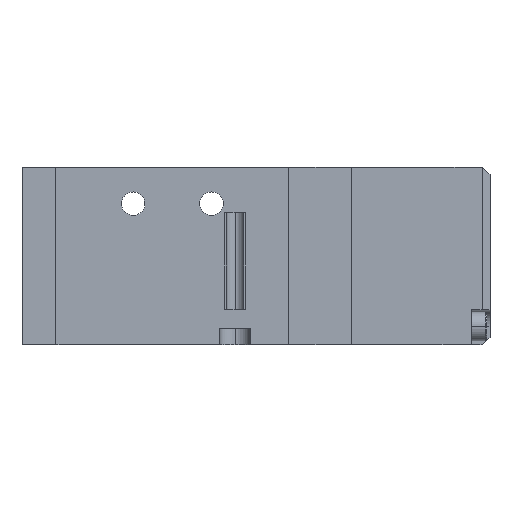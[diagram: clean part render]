
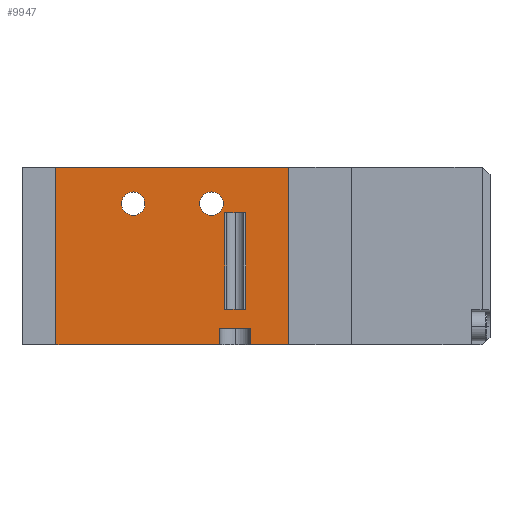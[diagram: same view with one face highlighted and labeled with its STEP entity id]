
A CAD part, front view. The second image highlights one B-rep face of the part: STEP entity #9947.
In plain terms, the highlighted face is planar.
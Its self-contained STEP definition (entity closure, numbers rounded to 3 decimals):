
#156 = CARTESIAN_POINT ( 'NONE',  ( -22.25, 0., -11.5 ) ) ;
#157 = DIRECTION ( 'NONE',  ( -1., 0., 0. ) ) ;
#681 = LINE ( 'NONE', #156, #682 ) ;
#682 = VECTOR ( 'NONE', #157, 1000. ) ;
#754 = LINE ( 'NONE', #6262, #755 ) ;
#755 = VECTOR ( 'NONE', #6263, 1000. ) ;
#761 = LINE ( 'NONE', #6271, #762 ) ;
#762 = VECTOR ( 'NONE', #6272, 1000. ) ;
#816 = LINE ( 'NONE', #6339, #818 ) ;
#818 = VECTOR ( 'NONE', #6340, 1000. ) ;
#821 = CIRCLE ( 'NONE', #19495, 2.25 ) ;
#822 = LINE ( 'NONE', #6349, #824 ) ;
#823 = CIRCLE ( 'NONE', #19496, 2.25 ) ;
#824 = VECTOR ( 'NONE', #6350, 1000. ) ;
#825 = LINE ( 'NONE', #6351, #826 ) ;
#826 = VECTOR ( 'NONE', #6352, 1000. ) ;
#827 = LINE ( 'NONE', #6353, #828 ) ;
#828 = VECTOR ( 'NONE', #6354, 1000. ) ;
#829 = LINE ( 'NONE', #6355, #830 ) ;
#830 = VECTOR ( 'NONE', #6356, 1000. ) ;
#831 = LINE ( 'NONE', #6357, #832 ) ;
#832 = VECTOR ( 'NONE', #6358, 1000. ) ;
#833 = LINE ( 'NONE', #6359, #834 ) ;
#834 = VECTOR ( 'NONE', #6360, 1000. ) ;
#835 = LINE ( 'NONE', #6361, #836 ) ;
#836 = VECTOR ( 'NONE', #6362, 1000. ) ;
#837 = LINE ( 'NONE', #6363, #838 ) ;
#838 = VECTOR ( 'NONE', #6364, 1000. ) ;
#1231 = EDGE_LOOP ( 'NONE', ( #3888, #3889, #3890, #3891, #3892, #3893, #3894, #3895 ) ) ;
#1233 = EDGE_LOOP ( 'NONE', ( #3882, #3883 ) ) ;
#1234 = EDGE_LOOP ( 'NONE', ( #3884, #3885, #3886, #3887 ) ) ;
#1235 = EDGE_LOOP ( 'NONE', ( #3880, #3881 ) ) ;
#2960 = CARTESIAN_POINT ( 'NONE',  ( 22.25, 0., -11.5 ) ) ;
#2962 = CARTESIAN_POINT ( 'NONE',  ( -22.25, 0., -11.5 ) ) ;
#3029 = CARTESIAN_POINT ( 'NONE',  ( 22.25, 34., -11.5 ) ) ;
#3030 = CARTESIAN_POINT ( 'NONE',  ( 14.95, 34., -11.5 ) ) ;
#3032 = CARTESIAN_POINT ( 'NONE',  ( 9.05, 34., -11.5 ) ) ;
#3033 = CARTESIAN_POINT ( 'NONE',  ( -22.25, 34., -11.5 ) ) ;
#3059 = CARTESIAN_POINT ( 'NONE',  ( 10., 27.2, -11.5 ) ) ;
#3060 = CARTESIAN_POINT ( 'NONE',  ( 14., 27.2, -11.5 ) ) ;
#3061 = CARTESIAN_POINT ( 'NONE',  ( 10., 8.7, -11.5 ) ) ;
#3062 = CARTESIAN_POINT ( 'NONE',  ( 14., 8.7, -11.5 ) ) ;
#3063 = CARTESIAN_POINT ( 'NONE',  ( 9.05, 30.8, -11.5 ) ) ;
#3064 = CARTESIAN_POINT ( 'NONE',  ( 14.95, 30.8, -11.5 ) ) ;
#3554 = VERTEX_POINT ( 'NONE', #2960 ) ;
#3556 = VERTEX_POINT ( 'NONE', #2962 ) ;
#3623 = VERTEX_POINT ( 'NONE', #3029 ) ;
#3624 = VERTEX_POINT ( 'NONE', #3030 ) ;
#3626 = VERTEX_POINT ( 'NONE', #3032 ) ;
#3627 = VERTEX_POINT ( 'NONE', #3033 ) ;
#3653 = VERTEX_POINT ( 'NONE', #3059 ) ;
#3654 = VERTEX_POINT ( 'NONE', #3060 ) ;
#3655 = VERTEX_POINT ( 'NONE', #3061 ) ;
#3656 = VERTEX_POINT ( 'NONE', #3062 ) ;
#3657 = VERTEX_POINT ( 'NONE', #3063 ) ;
#3658 = VERTEX_POINT ( 'NONE', #3064 ) ;
#3880 = ORIENTED_EDGE ( 'NONE', *, *, #4670, .T. ) ;
#3881 = ORIENTED_EDGE ( 'NONE', *, *, #4214, .T. ) ;
#3882 = ORIENTED_EDGE ( 'NONE', *, *, #4671, .T. ) ;
#3883 = ORIENTED_EDGE ( 'NONE', *, *, #4218, .T. ) ;
#3884 = ORIENTED_EDGE ( 'NONE', *, *, #4672, .F. ) ;
#3885 = ORIENTED_EDGE ( 'NONE', *, *, #4673, .F. ) ;
#3886 = ORIENTED_EDGE ( 'NONE', *, *, #4674, .F. ) ;
#3887 = ORIENTED_EDGE ( 'NONE', *, *, #4675, .F. ) ;
#3888 = ORIENTED_EDGE ( 'NONE', *, *, #4637, .F. ) ;
#3889 = ORIENTED_EDGE ( 'NONE', *, *, #4676, .F. ) ;
#3890 = ORIENTED_EDGE ( 'NONE', *, *, #4677, .F. ) ;
#3891 = ORIENTED_EDGE ( 'NONE', *, *, #4678, .T. ) ;
#3892 = ORIENTED_EDGE ( 'NONE', *, *, #4633, .F. ) ;
#3893 = ORIENTED_EDGE ( 'NONE', *, *, #4668, .T. ) ;
#3894 = ORIENTED_EDGE ( 'NONE', *, *, #4564, .T. ) ;
#3895 = ORIENTED_EDGE ( 'NONE', *, *, #4679, .F. ) ;
#4214 = EDGE_CURVE ( 'NONE', #13056, #13051, #7404, .T. ) ;
#4218 = EDGE_CURVE ( 'NONE', #13133, #13076, #7410, .T. ) ;
#4564 = EDGE_CURVE ( 'NONE', #3554, #3556, #681, .T. ) ;
#4633 = EDGE_CURVE ( 'NONE', #3623, #3624, #754, .T. ) ;
#4637 = EDGE_CURVE ( 'NONE', #3626, #3627, #761, .T. ) ;
#4668 = EDGE_CURVE ( 'NONE', #3623, #3554, #816, .T. ) ;
#4670 = EDGE_CURVE ( 'NONE', #13051, #13056, #821, .T. ) ;
#4671 = EDGE_CURVE ( 'NONE', #13076, #13133, #823, .T. ) ;
#4672 = EDGE_CURVE ( 'NONE', #3653, #3654, #822, .T. ) ;
#4673 = EDGE_CURVE ( 'NONE', #3655, #3653, #825, .T. ) ;
#4674 = EDGE_CURVE ( 'NONE', #3656, #3655, #827, .T. ) ;
#4675 = EDGE_CURVE ( 'NONE', #3654, #3656, #829, .T. ) ;
#4676 = EDGE_CURVE ( 'NONE', #3657, #3626, #831, .T. ) ;
#4677 = EDGE_CURVE ( 'NONE', #3658, #3657, #833, .T. ) ;
#4678 = EDGE_CURVE ( 'NONE', #3658, #3624, #835, .T. ) ;
#4679 = EDGE_CURVE ( 'NONE', #3627, #3556, #837, .T. ) ;
#6262 = CARTESIAN_POINT ( 'NONE',  ( -22.25, 34., -11.5 ) ) ;
#6263 = DIRECTION ( 'NONE',  ( -1., 0., 0. ) ) ;
#6271 = CARTESIAN_POINT ( 'NONE',  ( -22.25, 34., -11.5 ) ) ;
#6272 = DIRECTION ( 'NONE',  ( -1., 0., 0. ) ) ;
#6339 = CARTESIAN_POINT ( 'NONE',  ( 22.25, 34., -11.5 ) ) ;
#6340 = DIRECTION ( 'NONE',  ( 0., -1., 0. ) ) ;
#6343 = CARTESIAN_POINT ( 'NONE',  ( 7.5, 7., -11.5 ) ) ;
#6344 = DIRECTION ( 'NONE',  ( 0., 0., 1. ) ) ;
#6345 = DIRECTION ( 'NONE',  ( 1., 0., 0. ) ) ;
#6346 = CARTESIAN_POINT ( 'NONE',  ( -7.5, 7., -11.5 ) ) ;
#6347 = DIRECTION ( 'NONE',  ( 0., 0., 1. ) ) ;
#6348 = DIRECTION ( 'NONE',  ( 1., 0., 0. ) ) ;
#6349 = CARTESIAN_POINT ( 'NONE',  ( 14., 27.2, -11.5 ) ) ;
#6350 = DIRECTION ( 'NONE',  ( 1., 0., 0. ) ) ;
#6351 = CARTESIAN_POINT ( 'NONE',  ( 10., 8.7, -11.5 ) ) ;
#6352 = DIRECTION ( 'NONE',  ( 0., 1., 0. ) ) ;
#6353 = CARTESIAN_POINT ( 'NONE',  ( 14., 8.7, -11.5 ) ) ;
#6354 = DIRECTION ( 'NONE',  ( -1., 0., 0. ) ) ;
#6355 = CARTESIAN_POINT ( 'NONE',  ( 14., 8.7, -11.5 ) ) ;
#6356 = DIRECTION ( 'NONE',  ( 0., -1., 0. ) ) ;
#6357 = CARTESIAN_POINT ( 'NONE',  ( 9.05, 30.8, -11.5 ) ) ;
#6358 = DIRECTION ( 'NONE',  ( 0., 1., 0. ) ) ;
#6359 = CARTESIAN_POINT ( 'NONE',  ( 9.05, 30.8, -11.5 ) ) ;
#6360 = DIRECTION ( 'NONE',  ( -1., 0., 0. ) ) ;
#6361 = CARTESIAN_POINT ( 'NONE',  ( 14.95, 30.8, -11.5 ) ) ;
#6362 = DIRECTION ( 'NONE',  ( 0., 1., 0. ) ) ;
#6363 = CARTESIAN_POINT ( 'NONE',  ( -22.25, 34., -11.5 ) ) ;
#6364 = DIRECTION ( 'NONE',  ( 0., -1., 0. ) ) ;
#7404 = CIRCLE ( 'NONE', #9909, 2.25 ) ;
#7410 = CIRCLE ( 'NONE', #19350, 2.25 ) ;
#9909 = AXIS2_PLACEMENT_3D ( 'NONE', #17075, #17076, #17077 ) ;
#9947 = ADVANCED_FACE ( 'NONE', ( #15591, #15592, #15593, #15594 ), #17459, .F. ) ;
#13051 = VERTEX_POINT ( 'NONE', #18534 ) ;
#13056 = VERTEX_POINT ( 'NONE', #18539 ) ;
#13076 = VERTEX_POINT ( 'NONE', #18559 ) ;
#13133 = VERTEX_POINT ( 'NONE', #18616 ) ;
#15591 = FACE_BOUND ( 'NONE', #1235, .T. ) ;
#15592 = FACE_BOUND ( 'NONE', #1233, .T. ) ;
#15593 = FACE_BOUND ( 'NONE', #1234, .T. ) ;
#15594 = FACE_OUTER_BOUND ( 'NONE', #1231, .T. ) ;
#17075 = CARTESIAN_POINT ( 'NONE',  ( 7.5, 7., -11.5 ) ) ;
#17076 = DIRECTION ( 'NONE',  ( 0., 0., 1. ) ) ;
#17077 = DIRECTION ( 'NONE',  ( 1., 0., 0. ) ) ;
#17085 = CARTESIAN_POINT ( 'NONE',  ( -7.5, 7., -11.5 ) ) ;
#17086 = DIRECTION ( 'NONE',  ( 0., 0., 1. ) ) ;
#17087 = DIRECTION ( 'NONE',  ( 1., 0., 0. ) ) ;
#17459 = PLANE ( 'NONE',  #19870 ) ;
#17460 = CARTESIAN_POINT ( 'NONE',  ( -22.25, 34., -11.5 ) ) ;
#17461 = DIRECTION ( 'NONE',  ( 0., 0., 1. ) ) ;
#17462 = DIRECTION ( 'NONE',  ( 1., 0., 0. ) ) ;
#18534 = CARTESIAN_POINT ( 'NONE',  ( 9.75, 7., -11.5 ) ) ;
#18539 = CARTESIAN_POINT ( 'NONE',  ( 5.25, 7., -11.5 ) ) ;
#18559 = CARTESIAN_POINT ( 'NONE',  ( -5.25, 7., -11.5 ) ) ;
#18616 = CARTESIAN_POINT ( 'NONE',  ( -9.75, 7., -11.5 ) ) ;
#19350 = AXIS2_PLACEMENT_3D ( 'NONE', #17085, #17086, #17087 ) ;
#19495 = AXIS2_PLACEMENT_3D ( 'NONE', #6343, #6344, #6345 ) ;
#19496 = AXIS2_PLACEMENT_3D ( 'NONE', #6346, #6347, #6348 ) ;
#19870 = AXIS2_PLACEMENT_3D ( 'NONE', #17460, #17461, #17462 ) ;
